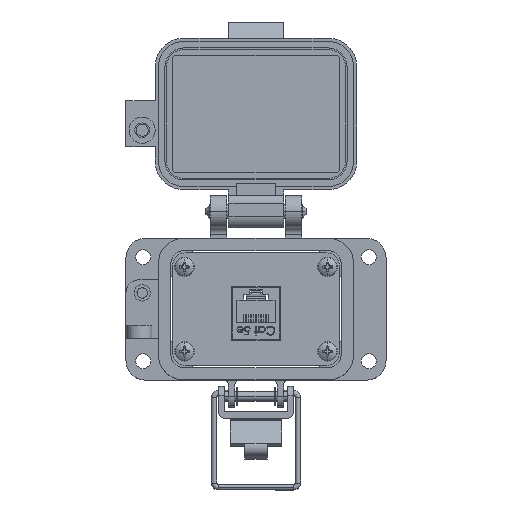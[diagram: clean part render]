
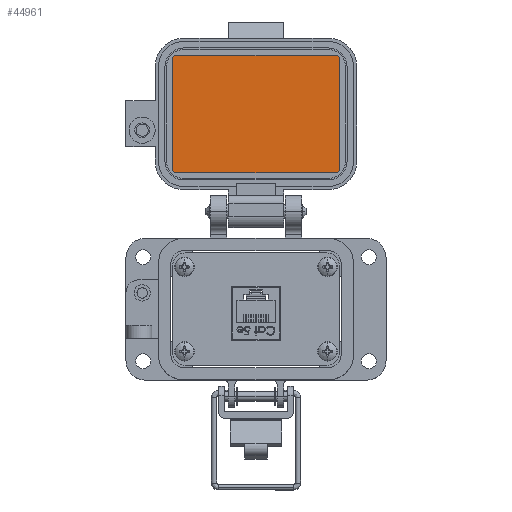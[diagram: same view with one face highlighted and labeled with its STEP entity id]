
A CAD part, top view. The second image highlights one B-rep face of the part: STEP entity #44961.
In plain terms, the highlighted planar face has unit normal (0, 0, 1).
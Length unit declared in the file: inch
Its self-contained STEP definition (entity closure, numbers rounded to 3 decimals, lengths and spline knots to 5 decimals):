
#621 = ORIENTED_EDGE ( 'NONE', *, *, #25733, .F. ) ;
#691 = AXIS2_PLACEMENT_3D ( 'NONE', #4872, #19553, #36209 ) ;
#2379 = VERTEX_POINT ( 'NONE', #51778 ) ;
#2403 = CARTESIAN_POINT ( 'NONE',  ( -0.97745, 1.93698, -0.94372 ) ) ;
#3439 = AXIS2_PLACEMENT_3D ( 'NONE', #34657, #49386, #15417 ) ;
#4087 = VERTEX_POINT ( 'NONE', #20272 ) ;
#4370 = EDGE_CURVE ( 'NONE', #28186, #47714, #43702, .T. ) ;
#4872 = CARTESIAN_POINT ( 'NONE',  ( -0.97745, 1.97862, -0.94372 ) ) ;
#5594 = VERTEX_POINT ( 'NONE', #2403 ) ;
#10174 = EDGE_LOOP ( 'NONE', ( #58370, #621, #18205, #42278, #45153, #14858, #34170, #36875 ) ) ;
#11099 = CARTESIAN_POINT ( 'NONE',  ( 1.01909, 3.32284, -0.94372 ) ) ;
#12996 = DIRECTION ( 'NONE',  ( 0., 0., -1. ) ) ;
#14858 = ORIENTED_EDGE ( 'NONE', *, *, #38658, .F. ) ;
#15115 = PLANE ( 'NONE',  #3439 ) ;
#15417 = DIRECTION ( 'NONE',  ( 0., 1., 0. ) ) ;
#18205 = ORIENTED_EDGE ( 'NONE', *, *, #28154, .F. ) ;
#19553 = DIRECTION ( 'NONE',  ( 0., 0., -1. ) ) ;
#20272 = CARTESIAN_POINT ( 'NONE',  ( -0.97745, 3.36447, -0.94372 ) ) ;
#21803 = CARTESIAN_POINT ( 'NONE',  ( 0., 3.36447, -0.94372 ) ) ;
#23257 = DIRECTION ( 'NONE',  ( -1., 0., 0. ) ) ;
#24012 = VECTOR ( 'NONE', #25718, 39.37008 ) ;
#24265 = DIRECTION ( 'NONE',  ( -1., 0., 0. ) ) ;
#25319 = CARTESIAN_POINT ( 'NONE',  ( 0.97745, 1.97862, -0.94372 ) ) ;
#25718 = DIRECTION ( 'NONE',  ( 0., 1., 0. ) ) ;
#25733 = EDGE_CURVE ( 'NONE', #41380, #2379, #54889, .T. ) ;
#26514 = CARTESIAN_POINT ( 'NONE',  ( -1.01908, 1.97862, -0.94372 ) ) ;
#26702 = AXIS2_PLACEMENT_3D ( 'NONE', #58853, #44129, #24265 ) ;
#27088 = DIRECTION ( 'NONE',  ( -1., 0., 0. ) ) ;
#28154 = EDGE_CURVE ( 'NONE', #5594, #41380, #37478, .T. ) ;
#28186 = VERTEX_POINT ( 'NONE', #59930 ) ;
#29759 = DIRECTION ( 'NONE',  ( 0., -1., 0. ) ) ;
#29854 = FACE_OUTER_BOUND ( 'NONE', #10174, .T. ) ;
#31301 = CARTESIAN_POINT ( 'NONE',  ( 0.97745, 3.36447, -0.94372 ) ) ;
#33281 = EDGE_CURVE ( 'NONE', #2379, #4087, #43094, .T. ) ;
#34170 = ORIENTED_EDGE ( 'NONE', *, *, #45928, .F. ) ;
#34588 = EDGE_CURVE ( 'NONE', #47714, #5594, #52720, .T. ) ;
#34657 = CARTESIAN_POINT ( 'NONE',  ( 0., 2.65073, -0.94372 ) ) ;
#35090 = VECTOR ( 'NONE', #23257, 39.37008 ) ;
#35194 = CIRCLE ( 'NONE', #40332, 0.04163 ) ;
#36209 = DIRECTION ( 'NONE',  ( -1., 0., 0. ) ) ;
#36567 = DIRECTION ( 'NONE',  ( 1., 0., 0. ) ) ;
#36721 = CARTESIAN_POINT ( 'NONE',  ( 0.97745, 3.32284, -0.94372 ) ) ;
#36875 = ORIENTED_EDGE ( 'NONE', *, *, #53065, .F. ) ;
#37478 = CIRCLE ( 'NONE', #691, 0.04163 ) ;
#38658 = EDGE_CURVE ( 'NONE', #43210, #28186, #44174, .T. ) ;
#39427 = DIRECTION ( 'NONE',  ( -1., 0., 0. ) ) ;
#40332 = AXIS2_PLACEMENT_3D ( 'NONE', #36721, #12996, #27088 ) ;
#41141 = VECTOR ( 'NONE', #36567, 39.37008 ) ;
#41380 = VERTEX_POINT ( 'NONE', #26514 ) ;
#42278 = ORIENTED_EDGE ( 'NONE', *, *, #34588, .F. ) ;
#43094 = CIRCLE ( 'NONE', #26702, 0.04163 ) ;
#43210 = VERTEX_POINT ( 'NONE', #11099 ) ;
#43702 = CIRCLE ( 'NONE', #61126, 0.04163 ) ;
#44129 = DIRECTION ( 'NONE',  ( 0., 0., -1. ) ) ;
#44174 = LINE ( 'NONE', #59853, #53709 ) ;
#44961 = ADVANCED_FACE ( 'NONE', ( #29854 ), #15115, .F. ) ;
#45153 = ORIENTED_EDGE ( 'NONE', *, *, #4370, .F. ) ;
#45928 = EDGE_CURVE ( 'NONE', #55143, #43210, #35194, .T. ) ;
#47714 = VERTEX_POINT ( 'NONE', #62193 ) ;
#49386 = DIRECTION ( 'NONE',  ( 0., 0., -1. ) ) ;
#50098 = CARTESIAN_POINT ( 'NONE',  ( -1.01908, 2.65073, -0.94372 ) ) ;
#50660 = LINE ( 'NONE', #21803, #41141 ) ;
#51778 = CARTESIAN_POINT ( 'NONE',  ( -1.01908, 3.32284, -0.94372 ) ) ;
#52720 = LINE ( 'NONE', #62346, #35090 ) ;
#53065 = EDGE_CURVE ( 'NONE', #4087, #55143, #50660, .T. ) ;
#53709 = VECTOR ( 'NONE', #29759, 39.37008 ) ;
#54889 = LINE ( 'NONE', #50098, #24012 ) ;
#55143 = VERTEX_POINT ( 'NONE', #31301 ) ;
#55415 = DIRECTION ( 'NONE',  ( 0., 0., -1. ) ) ;
#58370 = ORIENTED_EDGE ( 'NONE', *, *, #33281, .F. ) ;
#58853 = CARTESIAN_POINT ( 'NONE',  ( -0.97745, 3.32284, -0.94372 ) ) ;
#59853 = CARTESIAN_POINT ( 'NONE',  ( 1.01909, 2.65073, -0.94372 ) ) ;
#59930 = CARTESIAN_POINT ( 'NONE',  ( 1.01909, 1.97862, -0.94372 ) ) ;
#61126 = AXIS2_PLACEMENT_3D ( 'NONE', #25319, #55415, #39427 ) ;
#62193 = CARTESIAN_POINT ( 'NONE',  ( 0.97747, 1.93698, -0.94372 ) ) ;
#62346 = CARTESIAN_POINT ( 'NONE',  ( 0., 1.93698, -0.94372 ) ) ;
